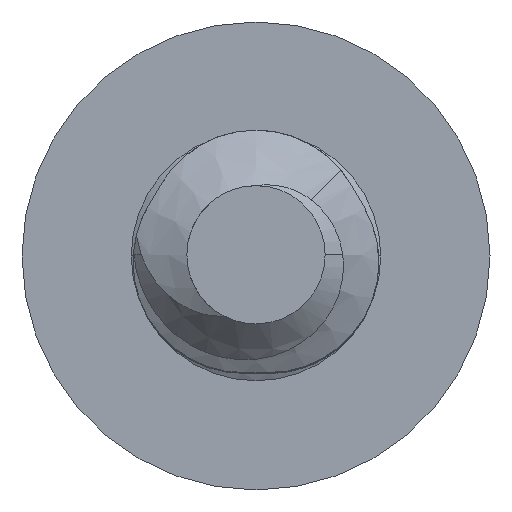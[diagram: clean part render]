
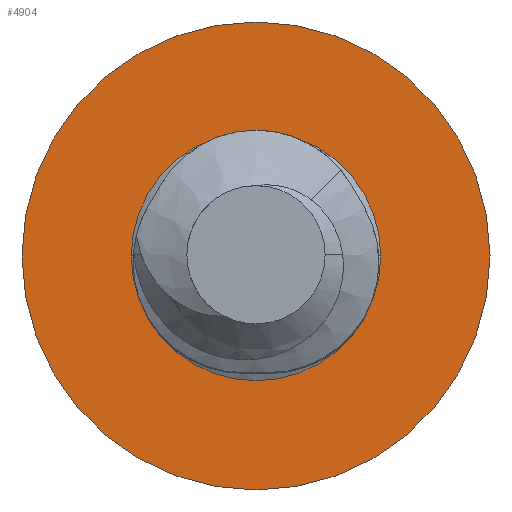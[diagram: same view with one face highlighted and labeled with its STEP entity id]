
A CAD part, top view. The second image highlights one B-rep face of the part: STEP entity #4904.
In plain terms, the highlighted planar face has unit normal (0, 0, 1).
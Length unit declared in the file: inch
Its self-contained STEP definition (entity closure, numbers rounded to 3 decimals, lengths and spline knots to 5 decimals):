
#595=CARTESIAN_POINT('',(0.,0.,-0.32692));
#596=DIRECTION('',(0.,0.,1.));
#597=DIRECTION('',(1.,0.,0.));
#598=AXIS2_PLACEMENT_3D('',#595,#596,#597);
#603=CARTESIAN_POINT('',(0.,0.,-0.32692));
#604=DIRECTION('',(0.,0.,1.));
#605=DIRECTION('',(-1.,0.,0.));
#606=AXIS2_PLACEMENT_3D('',#603,#604,#605);
#611=CARTESIAN_POINT('',(0.,0.,-0.32692));
#612=DIRECTION('',(0.,0.,-1.));
#613=DIRECTION('',(1.,0.,0.));
#614=AXIS2_PLACEMENT_3D('',#611,#612,#613);
#619=CARTESIAN_POINT('',(0.,0.,-0.32692));
#620=DIRECTION('',(0.,0.,-1.));
#621=DIRECTION('',(-1.,0.,0.));
#622=AXIS2_PLACEMENT_3D('',#619,#620,#621);
#4157=CARTESIAN_POINT('',(0.105,0.,-0.32692));
#4158=VERTEX_POINT('',#4157);
#4159=CARTESIAN_POINT('',(-0.105,0.,-0.32692));
#4160=VERTEX_POINT('',#4159);
#4166=CARTESIAN_POINT('',(0.056,0.,-0.32692));
#4168=VERTEX_POINT('',#4166);
#4171=CARTESIAN_POINT('',(-0.056,0.,-0.32692));
#4172=VERTEX_POINT('',#4171);
#4889=CARTESIAN_POINT('',(0.105,0.,-0.32692));
#4890=DIRECTION('',(0.,0.,1.));
#4891=DIRECTION('',(1.,0.,0.));
#4892=AXIS2_PLACEMENT_3D('',#4889,#4890,#4891);
#4893=PLANE('',#4892);
#4894=ORIENTED_EDGE('',*,*,#4869,.F.);
#4895=ORIENTED_EDGE('',*,*,#4882,.F.);
#4896=EDGE_LOOP('',(#4894,#4895));
#4897=FACE_OUTER_BOUND('',#4896,.F.);
#4899=ORIENTED_EDGE('',*,*,#4898,.F.);
#4901=ORIENTED_EDGE('',*,*,#4900,.F.);
#4902=EDGE_LOOP('',(#4899,#4901));
#4903=FACE_BOUND('',#4902,.F.);
#599=CIRCLE('',#598,0.105);
#607=CIRCLE('',#606,0.105);
#615=CIRCLE('',#614,0.056);
#623=CIRCLE('',#622,0.056);
#4869=EDGE_CURVE('',#4158,#4160,#599,.T.);
#4882=EDGE_CURVE('',#4160,#4158,#607,.T.);
#4898=EDGE_CURVE('',#4168,#4172,#615,.T.);
#4900=EDGE_CURVE('',#4172,#4168,#623,.T.);
#4904=ADVANCED_FACE('',(#4897,#4903),#4893,.T.);
